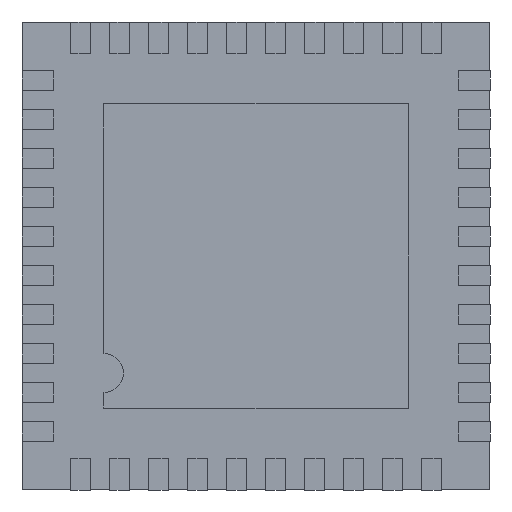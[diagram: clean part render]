
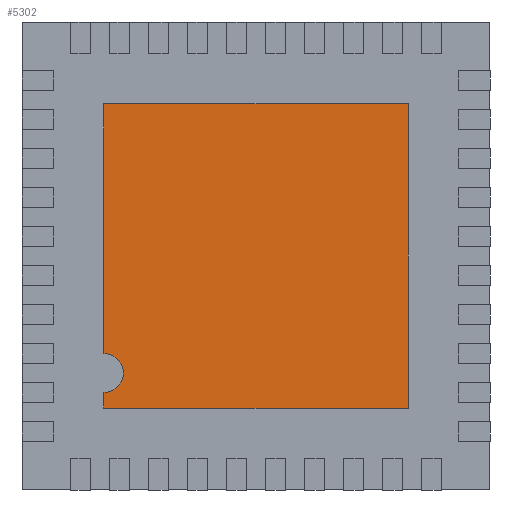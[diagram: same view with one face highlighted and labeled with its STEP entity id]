
A CAD part, front view. The second image highlights one B-rep face of the part: STEP entity #5302.
In plain terms, the highlighted planar face has unit normal (0, -1, 0).
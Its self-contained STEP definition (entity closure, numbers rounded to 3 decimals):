
#270=PLANE('',#5575);
#525=FACE_OUTER_BOUND('',#781,.T.);
#781=EDGE_LOOP('',(#4864,#4865,#4866,#4867,#4868,#4869));
#1519=LINE('',#8323,#2268);
#1521=LINE('',#8327,#2270);
#1524=LINE('',#8335,#2273);
#1526=LINE('',#8339,#2275);
#1528=LINE('',#8342,#2277);
#2268=VECTOR('',#6808,10.);
#2270=VECTOR('',#6812,10.);
#2273=VECTOR('',#6821,10.);
#2275=VECTOR('',#6825,10.);
#2277=VECTOR('',#6829,10.);
#2289=CIRCLE('',#5571,0.25);
#2782=VERTEX_POINT('',#8320);
#2783=VERTEX_POINT('',#8322);
#2784=VERTEX_POINT('',#8326);
#2785=VERTEX_POINT('',#8330);
#2786=VERTEX_POINT('',#8334);
#2787=VERTEX_POINT('',#8338);
#3526=EDGE_CURVE('',#2783,#2782,#1519,.T.);
#3528=EDGE_CURVE('',#2784,#2783,#1521,.T.);
#3530=EDGE_CURVE('',#2785,#2784,#2289,.T.);
#3532=EDGE_CURVE('',#2786,#2785,#1524,.T.);
#3534=EDGE_CURVE('',#2787,#2786,#1526,.T.);
#3536=EDGE_CURVE('',#2782,#2787,#1528,.T.);
#4864=ORIENTED_EDGE('',*,*,#3536,.T.);
#4865=ORIENTED_EDGE('',*,*,#3534,.T.);
#4866=ORIENTED_EDGE('',*,*,#3532,.T.);
#4867=ORIENTED_EDGE('',*,*,#3530,.T.);
#4868=ORIENTED_EDGE('',*,*,#3528,.T.);
#4869=ORIENTED_EDGE('',*,*,#3526,.T.);
#5302=ADVANCED_FACE('',(#525),#270,.F.);
#5571=AXIS2_PLACEMENT_3D('',#8331,#6816,#6817);
#5575=AXIS2_PLACEMENT_3D('',#8343,#6830,#6831);
#6808=DIRECTION('',(1.,0.,0.));
#6812=DIRECTION('',(0.,0.,-1.));
#6816=DIRECTION('center_axis',(0.,1.,0.));
#6817=DIRECTION('ref_axis',(0.,0.,1.));
#6821=DIRECTION('',(0.,0.,-1.));
#6825=DIRECTION('',(-1.,0.,0.));
#6829=DIRECTION('',(0.,0.,1.));
#6830=DIRECTION('center_axis',(0.,1.,0.));
#6831=DIRECTION('ref_axis',(1.,0.,0.));
#8320=CARTESIAN_POINT('',(4.95,-0.02,-4.95));
#8322=CARTESIAN_POINT('',(1.05,-0.02,-4.95));
#8323=CARTESIAN_POINT('',(1.05,-0.02,-4.95));
#8326=CARTESIAN_POINT('',(1.05,-0.02,-4.75));
#8327=CARTESIAN_POINT('',(1.05,-0.02,-4.75));
#8330=CARTESIAN_POINT('',(1.05,-0.02,-4.25));
#8331=CARTESIAN_POINT('Origin',(1.05,-0.02,-4.5));
#8334=CARTESIAN_POINT('',(1.05,-0.02,-1.05));
#8335=CARTESIAN_POINT('',(1.05,-0.02,-1.05));
#8338=CARTESIAN_POINT('',(4.95,-0.02,-1.05));
#8339=CARTESIAN_POINT('',(4.95,-0.02,-1.05));
#8342=CARTESIAN_POINT('',(4.95,-0.02,-4.3));
#8343=CARTESIAN_POINT('Origin',(3.,-0.02,-3.));
